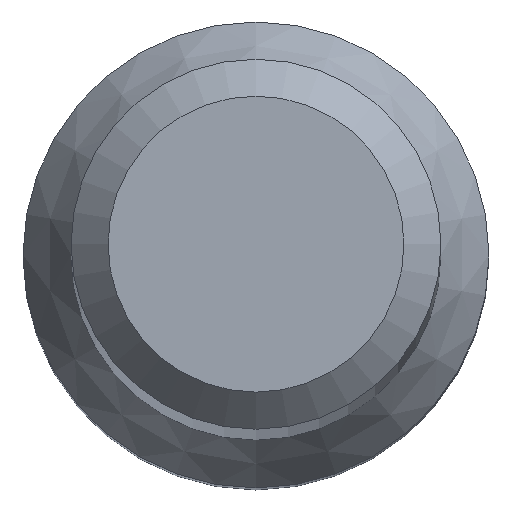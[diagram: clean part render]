
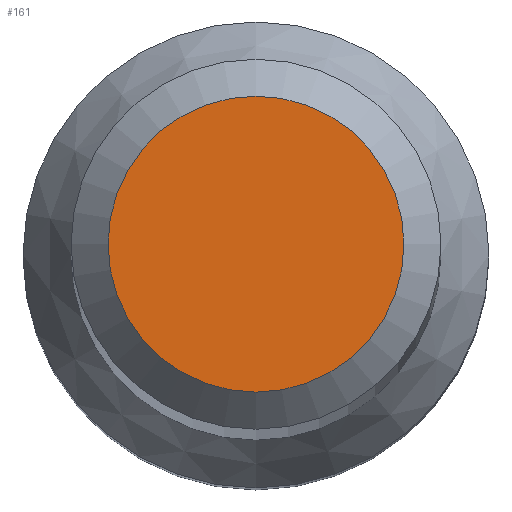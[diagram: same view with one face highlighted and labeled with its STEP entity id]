
A CAD part, top view. The second image highlights one B-rep face of the part: STEP entity #161.
In plain terms, the highlighted planar face has unit normal (0, 0, 1).
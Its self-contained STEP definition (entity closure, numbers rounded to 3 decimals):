
#11 = ORIENTED_EDGE ( 'NONE', *, *, #236, .F. ) ;
#20 = CARTESIAN_POINT ( 'NONE',  ( 0., 1.6, 80. ) ) ;
#21 = AXIS2_PLACEMENT_3D ( 'NONE', #60, #126, #184 ) ;
#44 = VERTEX_POINT ( 'NONE', #20 ) ;
#60 = CARTESIAN_POINT ( 'NONE',  ( 0., 0., 80. ) ) ;
#120 = EDGE_LOOP ( 'NONE', ( #11 ) ) ;
#124 = CARTESIAN_POINT ( 'NONE',  ( 0., 0., 80. ) ) ;
#126 = DIRECTION ( 'NONE',  ( 0., 0., 1. ) ) ;
#161 = ADVANCED_FACE ( 'NONE', ( #164 ), #218, .T. ) ;
#164 = FACE_OUTER_BOUND ( 'NONE', #120, .T. ) ;
#183 = DIRECTION ( 'NONE',  ( 0., 0., -1. ) ) ;
#184 = DIRECTION ( 'NONE',  ( 0., -1., 0. ) ) ;
#200 = DIRECTION ( 'NONE',  ( 0., 1., 0. ) ) ;
#210 = AXIS2_PLACEMENT_3D ( 'NONE', #124, #183, #200 ) ;
#212 = CIRCLE ( 'NONE', #210, 1.6 ) ;
#218 = PLANE ( 'NONE',  #21 ) ;
#236 = EDGE_CURVE ( 'NONE', #44, #44, #212, .T. ) ;
